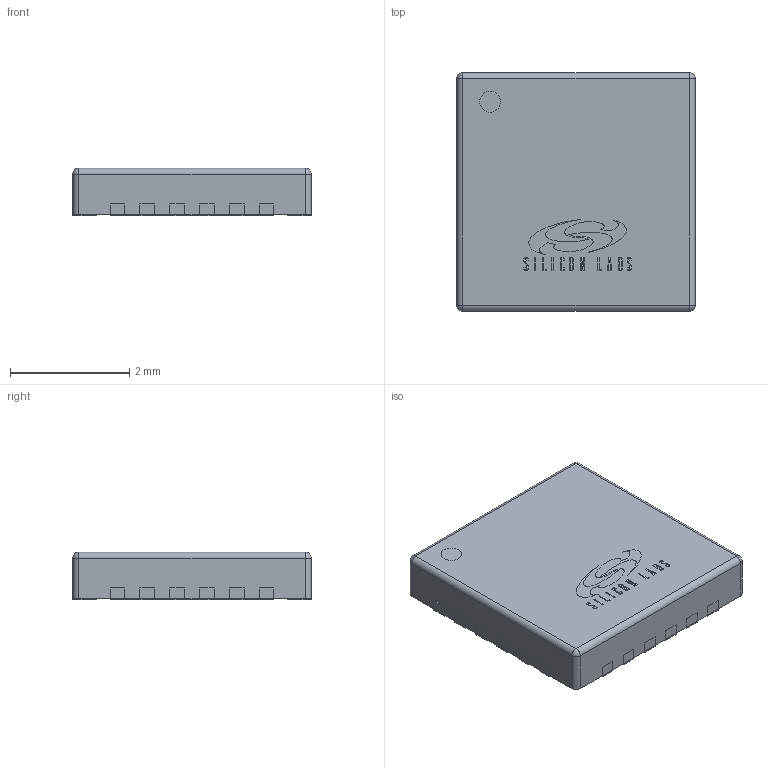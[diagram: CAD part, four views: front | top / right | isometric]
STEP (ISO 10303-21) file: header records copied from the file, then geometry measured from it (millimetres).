
FILE_DESCRIPTION(/* description */ (''),/* implementation_level */ '2;1');
FILE_NAME(/* name */ '1.stp',/* time_stamp */ '2021-05-07T13:35:11+02:00',/* author */ ('k'),/* organization */ (''),/* preprocessor_version */ 'ST-DEVELOPER v15.6',/* originating_system */ 'Autodesk Inventor 2015',/* authorisation */ '');
FILE_SCHEMA (('AUTOMOTIVE_DESIGN { 1 0 10303 214 3 1 1 }'));
Products named in the file (5): 1; 2; Notch; Silicon Lab Logo Yury
Bounding box: 4 x 4 x 0.8 mm (x, y, z)
Surface area: 73.1 mm2
Topology: 39 solids, 39 shells, 380 faces, 894 edges, 592 vertices
Faces by surface type: plane 280, bspline 63, cylinder 33, sphere 4
Full cylindrical faces by diameter (mm): 0.351 x1
Entity records: 11208 total; most frequent: CARTESIAN_POINT 2709, ORIENTED_EDGE 1786, DIRECTION 1485, EDGE_CURVE 893, LINE 701, VECTOR 701, VERTEX_POINT 592, AXIS2_PLACEMENT_3D 392
